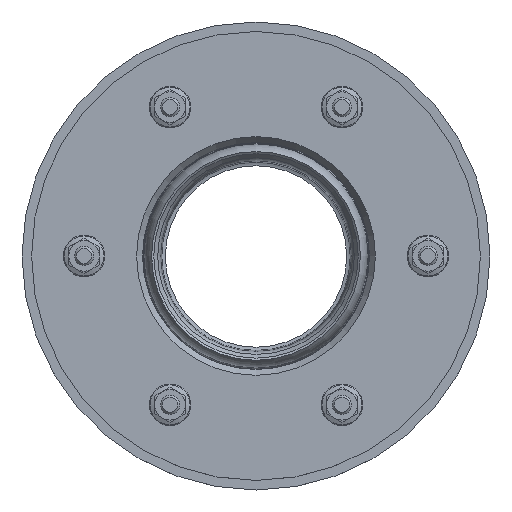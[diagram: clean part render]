
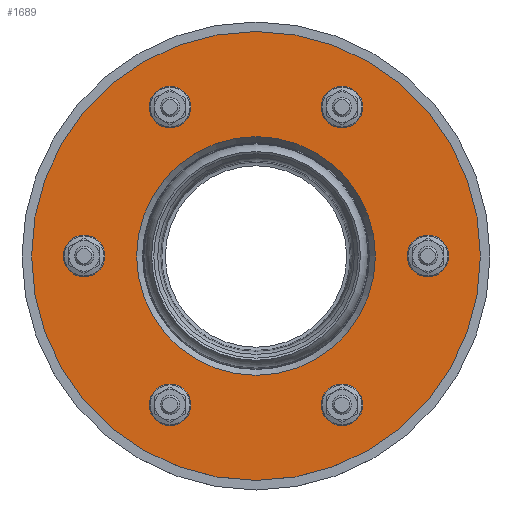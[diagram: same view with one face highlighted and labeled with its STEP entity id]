
A CAD part, top view. The second image highlights one B-rep face of the part: STEP entity #1689.
In plain terms, the highlighted planar face has unit normal (0, 0, 1).
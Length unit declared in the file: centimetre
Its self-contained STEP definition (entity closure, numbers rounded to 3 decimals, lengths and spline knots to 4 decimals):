
#119=FACE_BOUND('',#434,.T.);
#120=FACE_BOUND('',#435,.T.);
#121=FACE_BOUND('',#436,.T.);
#122=FACE_BOUND('',#437,.T.);
#123=FACE_BOUND('',#438,.T.);
#124=FACE_BOUND('',#439,.T.);
#125=FACE_BOUND('',#440,.T.);
#152=PLANE('',#2083);
#311=FACE_OUTER_BOUND('',#433,.T.);
#433=EDGE_LOOP('',(#1367));
#434=EDGE_LOOP('',(#1368));
#435=EDGE_LOOP('',(#1369));
#436=EDGE_LOOP('',(#1370));
#437=EDGE_LOOP('',(#1371));
#438=EDGE_LOOP('',(#1372));
#439=EDGE_LOOP('',(#1373));
#440=EDGE_LOOP('',(#1374));
#594=CIRCLE('',#2062,117.5);
#596=CIRCLE('',#2065,6.5);
#598=CIRCLE('',#2068,6.5);
#600=CIRCLE('',#2071,6.5);
#602=CIRCLE('',#2074,6.5);
#604=CIRCLE('',#2077,6.5);
#606=CIRCLE('',#2080,6.5);
#608=CIRCLE('',#2084,62.5);
#744=VERTEX_POINT('',#3138);
#746=VERTEX_POINT('',#3144);
#748=VERTEX_POINT('',#3150);
#750=VERTEX_POINT('',#3156);
#752=VERTEX_POINT('',#3162);
#754=VERTEX_POINT('',#3168);
#756=VERTEX_POINT('',#3174);
#758=VERTEX_POINT('',#3181);
#955=EDGE_CURVE('',#744,#744,#594,.T.);
#958=EDGE_CURVE('',#746,#746,#596,.T.);
#961=EDGE_CURVE('',#748,#748,#598,.T.);
#964=EDGE_CURVE('',#750,#750,#600,.T.);
#967=EDGE_CURVE('',#752,#752,#602,.T.);
#970=EDGE_CURVE('',#754,#754,#604,.T.);
#973=EDGE_CURVE('',#756,#756,#606,.T.);
#975=EDGE_CURVE('',#758,#758,#608,.T.);
#1367=ORIENTED_EDGE('',*,*,#955,.T.);
#1368=ORIENTED_EDGE('',*,*,#958,.T.);
#1369=ORIENTED_EDGE('',*,*,#961,.T.);
#1370=ORIENTED_EDGE('',*,*,#964,.T.);
#1371=ORIENTED_EDGE('',*,*,#967,.T.);
#1372=ORIENTED_EDGE('',*,*,#970,.T.);
#1373=ORIENTED_EDGE('',*,*,#973,.T.);
#1374=ORIENTED_EDGE('',*,*,#975,.F.);
#1689=ADVANCED_FACE('',(#311,#119,#120,#121,#122,#123,#124,#125),#152,.T.);
#2062=AXIS2_PLACEMENT_3D('',#3140,#2543,#2544);
#2065=AXIS2_PLACEMENT_3D('',#3146,#2550,#2551);
#2068=AXIS2_PLACEMENT_3D('',#3152,#2557,#2558);
#2071=AXIS2_PLACEMENT_3D('',#3158,#2564,#2565);
#2074=AXIS2_PLACEMENT_3D('',#3164,#2571,#2572);
#2077=AXIS2_PLACEMENT_3D('',#3170,#2578,#2579);
#2080=AXIS2_PLACEMENT_3D('',#3176,#2585,#2586);
#2083=AXIS2_PLACEMENT_3D('',#3180,#2591,#2592);
#2084=AXIS2_PLACEMENT_3D('',#3182,#2593,#2594);
#2543=DIRECTION('center_axis',(0.,0.,1.));
#2544=DIRECTION('ref_axis',(-1.,0.,0.));
#2550=DIRECTION('center_axis',(0.,0.,-1.));
#2551=DIRECTION('ref_axis',(0.5,0.866,0.));
#2557=DIRECTION('center_axis',(0.,0.,-1.));
#2558=DIRECTION('ref_axis',(-1.,0.,0.));
#2564=DIRECTION('center_axis',(0.,0.,-1.));
#2565=DIRECTION('ref_axis',(0.5,-0.866,0.));
#2571=DIRECTION('center_axis',(0.,0.,-1.));
#2572=DIRECTION('ref_axis',(-0.5,-0.866,0.));
#2578=DIRECTION('center_axis',(0.,0.,-1.));
#2579=DIRECTION('ref_axis',(-0.5,0.866,0.));
#2585=DIRECTION('center_axis',(0.,0.,-1.));
#2586=DIRECTION('ref_axis',(1.,0.,0.));
#2591=DIRECTION('center_axis',(0.,0.,1.));
#2592=DIRECTION('ref_axis',(1.,0.,0.));
#2593=DIRECTION('center_axis',(0.,0.,1.));
#2594=DIRECTION('ref_axis',(1.,0.,0.));
#3138=CARTESIAN_POINT('',(117.5,0.,79.));
#3140=CARTESIAN_POINT('Origin',(0.,0.,
79.));
#3144=CARTESIAN_POINT('',(-93.25,-5.6292,79.));
#3146=CARTESIAN_POINT('Origin',(-90.,0.,
79.));
#3150=CARTESIAN_POINT('',(51.5,-77.9423,79.));
#3152=CARTESIAN_POINT('Origin',(45.,-77.9423,79.));
#3156=CARTESIAN_POINT('',(41.75,83.5715,79.));
#3158=CARTESIAN_POINT('Origin',(45.,77.9423,79.));
#3162=CARTESIAN_POINT('',(93.25,5.6292,79.));
#3164=CARTESIAN_POINT('Origin',(90.,0.,79.));
#3168=CARTESIAN_POINT('',(-41.75,-83.5715,79.));
#3170=CARTESIAN_POINT('Origin',(-45.,-77.9423,79.));
#3174=CARTESIAN_POINT('',(-51.5,77.9423,79.));
#3176=CARTESIAN_POINT('Origin',(-45.,77.9423,79.));
#3180=CARTESIAN_POINT('Origin',(0.,62.5,79.));
#3181=CARTESIAN_POINT('',(0.,-62.5,79.));
#3182=CARTESIAN_POINT('Origin',(0.,0.,
79.));
